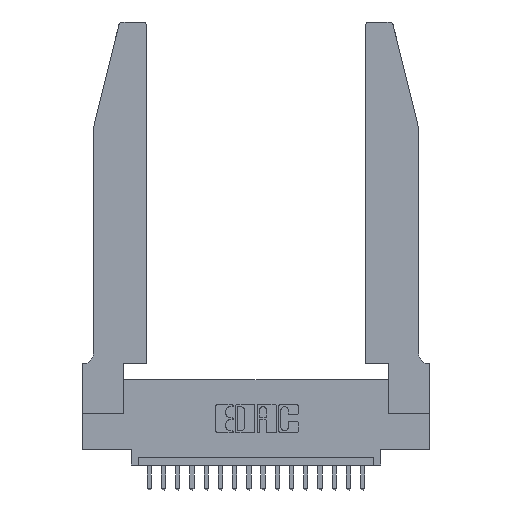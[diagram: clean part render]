
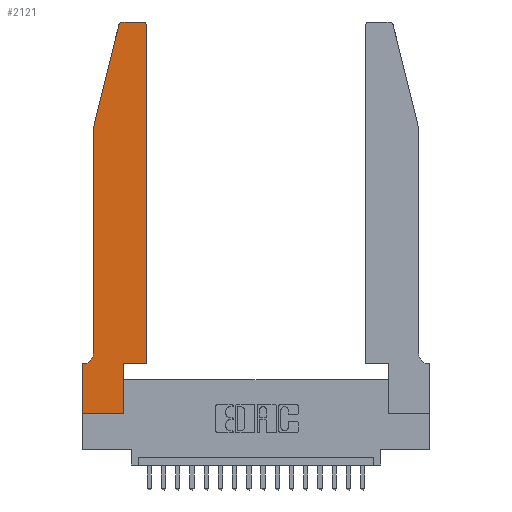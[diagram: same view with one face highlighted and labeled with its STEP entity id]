
A CAD part, top view. The second image highlights one B-rep face of the part: STEP entity #2121.
In plain terms, the highlighted planar face has unit normal (0, 0, 1).
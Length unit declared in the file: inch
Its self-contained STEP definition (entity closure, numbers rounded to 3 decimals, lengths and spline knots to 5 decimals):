
#50 = DIRECTION ( 'NONE',  ( -1., 0., 0. ) ) ;
#254 = EDGE_CURVE ( 'NONE', #1269, #1534, #16725, .T. ) ;
#552 = EDGE_LOOP ( 'NONE', ( #1990, #614, #15228, #14532, #6144, #20345, #13436, #8831, #19498, #12766, #2323, #662 ) ) ;
#614 = ORIENTED_EDGE ( 'NONE', *, *, #20035, .T. ) ;
#662 = ORIENTED_EDGE ( 'NONE', *, *, #12943, .T. ) ;
#840 = VERTEX_POINT ( 'NONE', #1699 ) ;
#1119 = VERTEX_POINT ( 'NONE', #8462 ) ;
#1201 = CIRCLE ( 'NONE', #13685, 0.03 ) ;
#1269 = VERTEX_POINT ( 'NONE', #9265 ) ;
#1534 = VERTEX_POINT ( 'NONE', #14567 ) ;
#1699 = CARTESIAN_POINT ( 'NONE',  ( 0.0755, 2., 0.37 ) ) ;
#1990 = ORIENTED_EDGE ( 'NONE', *, *, #254, .T. ) ;
#2071 = VECTOR ( 'NONE', #11756, 39.37008 ) ;
#2099 = CARTESIAN_POINT ( 'NONE',  ( 0., 0.35, 0.37 ) ) ;
#2121 = ADVANCED_FACE ( 'NONE', ( #12172 ), #11592, .T. ) ;
#2323 = ORIENTED_EDGE ( 'NONE', *, *, #10572, .T. ) ;
#2334 = CARTESIAN_POINT ( 'NONE',  ( 0.0755, 0.35, 0.37 ) ) ;
#2706 = DIRECTION ( 'NONE',  ( 0., 0., 1. ) ) ;
#3018 = CIRCLE ( 'NONE', #6314, 0.03 ) ;
#3267 = DIRECTION ( 'NONE',  ( 1., 0., 0. ) ) ;
#3288 = LINE ( 'NONE', #12735, #6739 ) ;
#3796 = CARTESIAN_POINT ( 'NONE',  ( 0.2865, 0.35, 0.37 ) ) ;
#4518 = CARTESIAN_POINT ( 'NONE',  ( 0.0055, 0.42, 0.37 ) ) ;
#4690 = DIRECTION ( 'NONE',  ( -0.239, -0.971, 0. ) ) ;
#4754 = CARTESIAN_POINT ( 'NONE',  ( 0.4505, 2.72, 0.37 ) ) ;
#5101 = EDGE_CURVE ( 'NONE', #17083, #17518, #16146, .T. ) ;
#5677 = EDGE_CURVE ( 'NONE', #17518, #10422, #7398, .T. ) ;
#6137 = CARTESIAN_POINT ( 'NONE',  ( 0., 0.35, 0.37 ) ) ;
#6144 = ORIENTED_EDGE ( 'NONE', *, *, #10510, .T. ) ;
#6314 = AXIS2_PLACEMENT_3D ( 'NONE', #11091, #9571, #3267 ) ;
#6443 = VERTEX_POINT ( 'NONE', #19739 ) ;
#6739 = VECTOR ( 'NONE', #9558, 39.37008 ) ;
#6994 = VECTOR ( 'NONE', #9293, 39.37008 ) ;
#7374 = EDGE_CURVE ( 'NONE', #840, #6443, #8820, .T. ) ;
#7398 = LINE ( 'NONE', #8561, #16350 ) ;
#8051 = AXIS2_PLACEMENT_3D ( 'NONE', #2099, #10085, #18071 ) ;
#8462 = CARTESIAN_POINT ( 'NONE',  ( 0.4505, 0.35, 0.37 ) ) ;
#8561 = CARTESIAN_POINT ( 'NONE',  ( 0., 0., 0.37 ) ) ;
#8820 = LINE ( 'NONE', #10354, #16546 ) ;
#8831 = ORIENTED_EDGE ( 'NONE', *, *, #5677, .T. ) ;
#8848 = VERTEX_POINT ( 'NONE', #20166 ) ;
#8960 = VERTEX_POINT ( 'NONE', #19306 ) ;
#9261 = CARTESIAN_POINT ( 'NONE',  ( 0.2865, 0., 0.37 ) ) ;
#9263 = EDGE_CURVE ( 'NONE', #8848, #17083, #17267, .T. ) ;
#9265 = CARTESIAN_POINT ( 'NONE',  ( 0.4205, 2.75, 0.37 ) ) ;
#9293 = DIRECTION ( 'NONE',  ( 0., 1., 0. ) ) ;
#9366 = DIRECTION ( 'NONE',  ( -1., 0., 0. ) ) ;
#9371 = CARTESIAN_POINT ( 'NONE',  ( 0.2865, 0.35, 0.37 ) ) ;
#9403 = VERTEX_POINT ( 'NONE', #9371 ) ;
#9558 = DIRECTION ( 'NONE',  ( 1., 0., 0. ) ) ;
#9571 = DIRECTION ( 'NONE',  ( 0., 0., 1. ) ) ;
#9756 = VECTOR ( 'NONE', #50, 39.37008 ) ;
#9877 = EDGE_CURVE ( 'NONE', #8960, #840, #18675, .T. ) ;
#10085 = DIRECTION ( 'NONE',  ( 0., 0., 1. ) ) ;
#10199 = LINE ( 'NONE', #3796, #14911 ) ;
#10354 = CARTESIAN_POINT ( 'NONE',  ( 0.0755, 2., 0.37 ) ) ;
#10422 = VERTEX_POINT ( 'NONE', #9261 ) ;
#10510 = EDGE_CURVE ( 'NONE', #6443, #8848, #11960, .T. ) ;
#10572 = EDGE_CURVE ( 'NONE', #1119, #13898, #12442, .T. ) ;
#10729 = VECTOR ( 'NONE', #4690, 39.37008 ) ;
#10783 = CARTESIAN_POINT ( 'NONE',  ( 0.0755, 2., 0.37 ) ) ;
#11066 = EDGE_CURVE ( 'NONE', #10422, #9403, #10199, .T. ) ;
#11091 = CARTESIAN_POINT ( 'NONE',  ( 0.284, 2.72, 0.37 ) ) ;
#11592 = PLANE ( 'NONE',  #8051 ) ;
#11756 = DIRECTION ( 'NONE',  ( -1., 0., 0. ) ) ;
#11899 = VECTOR ( 'NONE', #15950, 39.37008 ) ;
#11960 = CIRCLE ( 'NONE', #13342, 0.07 ) ;
#12172 = FACE_OUTER_BOUND ( 'NONE', #552, .T. ) ;
#12442 = LINE ( 'NONE', #12476, #6994 ) ;
#12476 = CARTESIAN_POINT ( 'NONE',  ( 0.4505, 0.35, 0.37 ) ) ;
#12735 = CARTESIAN_POINT ( 'NONE',  ( 0.4505, 0.35, 0.37 ) ) ;
#12766 = ORIENTED_EDGE ( 'NONE', *, *, #16593, .T. ) ;
#12943 = EDGE_CURVE ( 'NONE', #13898, #1269, #1201, .T. ) ;
#13330 = DIRECTION ( 'NONE',  ( 0., -1., 0. ) ) ;
#13342 = AXIS2_PLACEMENT_3D ( 'NONE', #4518, #20528, #9366 ) ;
#13436 = ORIENTED_EDGE ( 'NONE', *, *, #5101, .T. ) ;
#13685 = AXIS2_PLACEMENT_3D ( 'NONE', #20113, #2706, #18256 ) ;
#13898 = VERTEX_POINT ( 'NONE', #4754 ) ;
#14212 = CARTESIAN_POINT ( 'NONE',  ( 0., 0., 0.37 ) ) ;
#14532 = ORIENTED_EDGE ( 'NONE', *, *, #7374, .T. ) ;
#14567 = CARTESIAN_POINT ( 'NONE',  ( 0.284, 2.75, 0.37 ) ) ;
#14911 = VECTOR ( 'NONE', #19402, 39.37008 ) ;
#15228 = ORIENTED_EDGE ( 'NONE', *, *, #9877, .T. ) ;
#15745 = CARTESIAN_POINT ( 'NONE',  ( 0.2605, 2.75, 0.37 ) ) ;
#15950 = DIRECTION ( 'NONE',  ( 0., -1., 0. ) ) ;
#16146 = LINE ( 'NONE', #14212, #11899 ) ;
#16350 = VECTOR ( 'NONE', #16408, 39.37008 ) ;
#16408 = DIRECTION ( 'NONE',  ( 1., 0., 0. ) ) ;
#16546 = VECTOR ( 'NONE', #13330, 39.37008 ) ;
#16593 = EDGE_CURVE ( 'NONE', #9403, #1119, #3288, .T. ) ;
#16725 = LINE ( 'NONE', #15745, #9756 ) ;
#17083 = VERTEX_POINT ( 'NONE', #6137 ) ;
#17267 = LINE ( 'NONE', #2334, #2071 ) ;
#17518 = VERTEX_POINT ( 'NONE', #18195 ) ;
#18071 = DIRECTION ( 'NONE',  ( 1., 0., 0. ) ) ;
#18195 = CARTESIAN_POINT ( 'NONE',  ( 0., 0., 0.37 ) ) ;
#18256 = DIRECTION ( 'NONE',  ( 1., 0., 0. ) ) ;
#18675 = LINE ( 'NONE', #10783, #10729 ) ;
#19306 = CARTESIAN_POINT ( 'NONE',  ( 0.25487, 2.72718, 0.37 ) ) ;
#19402 = DIRECTION ( 'NONE',  ( 0., 1., 0. ) ) ;
#19498 = ORIENTED_EDGE ( 'NONE', *, *, #11066, .T. ) ;
#19739 = CARTESIAN_POINT ( 'NONE',  ( 0.0755, 0.42, 0.37 ) ) ;
#20035 = EDGE_CURVE ( 'NONE', #1534, #8960, #3018, .T. ) ;
#20113 = CARTESIAN_POINT ( 'NONE',  ( 0.4205, 2.72, 0.37 ) ) ;
#20166 = CARTESIAN_POINT ( 'NONE',  ( 0.0055, 0.35, 0.37 ) ) ;
#20345 = ORIENTED_EDGE ( 'NONE', *, *, #9263, .T. ) ;
#20528 = DIRECTION ( 'NONE',  ( 0., 0., -1. ) ) ;
